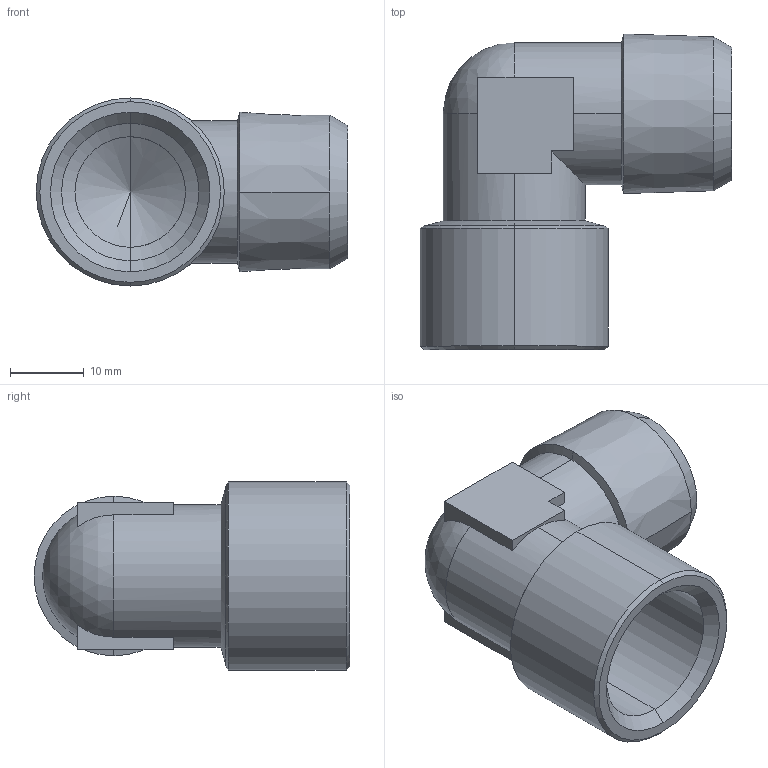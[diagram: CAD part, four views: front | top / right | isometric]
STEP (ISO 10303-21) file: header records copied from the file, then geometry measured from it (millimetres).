
FILE_DESCRIPTION (( 'STEP AP214' ), '1' );
FILE_NAME ('DRF.MF04_L.STEP', '2018-09-03T09:55:19', ( '' ), ( '' ), 'SwSTEP 2.0', 'SolidWorks 2018', '' );
FILE_SCHEMA (( 'AUTOMOTIVE_DESIGN' ));
Length unit declared in the file: millimetre
Products named in the file (1): DRF.MF04_L
Bounding box: 42.25 x 42.82 x 25.5 mm (x, y, z)
Volume: 10922.5 mm3; surface area: 7773.4 mm2
Topology: 1 solids, 1 shells, 50 faces, 129 edges, 78 vertices
Faces by surface type: cone 18, plane 16, cylinder 13, bspline 2, sphere 1
Entity records: 1555 total; most frequent: CARTESIAN_POINT 322, DIRECTION 260, ORIENTED_EDGE 250, EDGE_CURVE 125, AXIS2_PLACEMENT_3D 99, VERTEX_POINT 77, VECTOR 62, LINE 62
